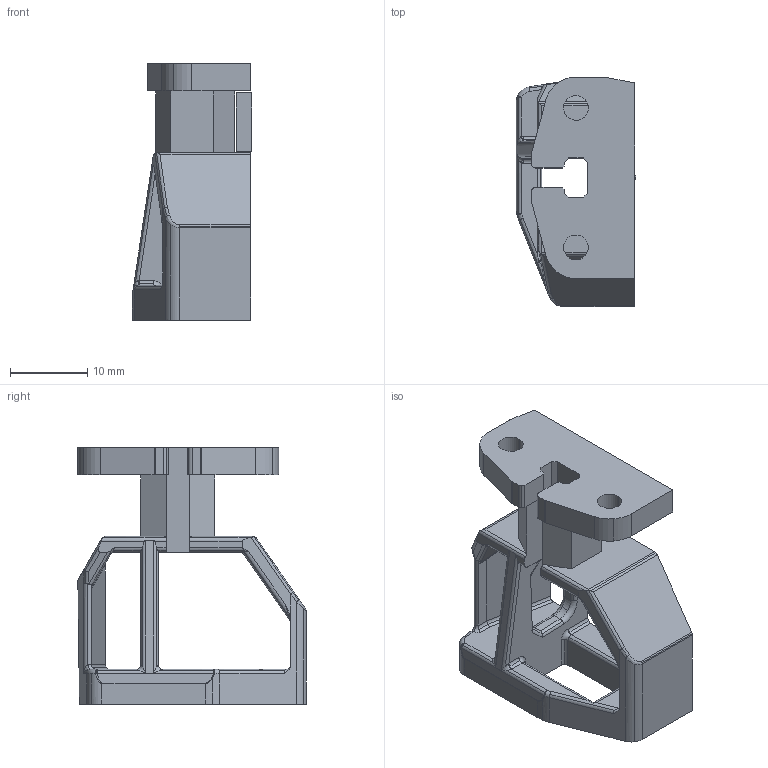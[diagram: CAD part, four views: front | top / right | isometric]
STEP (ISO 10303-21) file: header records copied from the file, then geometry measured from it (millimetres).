
FILE_DESCRIPTION(('STEP AP214'),'1');
FILE_NAME('BLTouch.stp','2021-12-22T00:12:01',(' '),(' '),'Spatial InterOp 3D',' ',' ');
FILE_SCHEMA(('automotive_design'));
Length unit declared in the file: inch
Products named in the file (2): 1; 2
Bounding box: 15.47 x 29.51 x 33.08 mm (x, y, z)
Volume: 4208.3 mm3; surface area: 4198.3 mm2
Topology: 2 solids, 2 shells, 271 faces, 743 edges, 473 vertices
Faces by surface type: cylinder 129, plane 113, bspline 15, torus 9, sphere 5
Entity records: 12454 total; most frequent: CARTESIAN_POINT 3222, DIRECTION 1503, ORIENTED_EDGE 1480, EDGE_CURVE 740, AXIS2_PLACEMENT_3D 534, VERTEX_POINT 473, LINE 435, VECTOR 435
